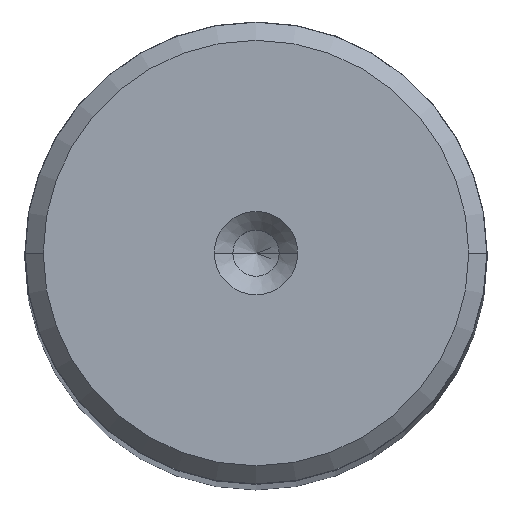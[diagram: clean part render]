
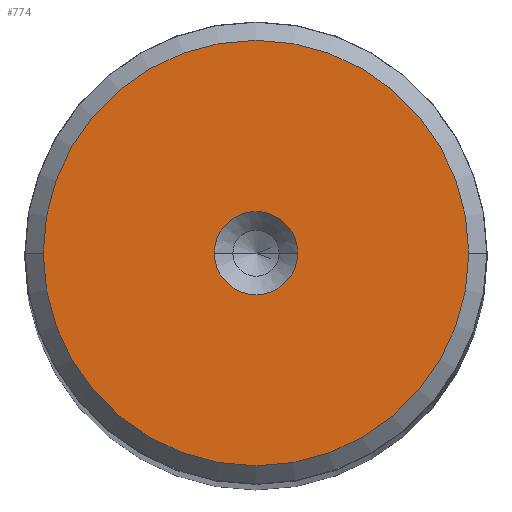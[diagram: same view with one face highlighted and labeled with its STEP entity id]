
A CAD part, top view. The second image highlights one B-rep face of the part: STEP entity #774.
In plain terms, the highlighted planar face has unit normal (0, 0, 1).
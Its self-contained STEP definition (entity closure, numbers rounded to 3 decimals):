
#13 = AXIS2_PLACEMENT_3D ( 'NONE', #1459, #2082, #1242 ) ;
#42 = CIRCLE ( 'NONE', #1330, 2.25 ) ;
#173 = CIRCLE ( 'NONE', #13, 2.25 ) ;
#198 = CARTESIAN_POINT ( 'NONE',  ( 0., 0., 180. ) ) ;
#275 = FACE_OUTER_BOUND ( 'NONE', #314, .T. ) ;
#314 = EDGE_LOOP ( 'NONE', ( #1434, #511 ) ) ;
#319 = ORIENTED_EDGE ( 'NONE', *, *, #2169, .F. ) ;
#408 = DIRECTION ( 'NONE',  ( 0., 0., 1. ) ) ;
#511 = ORIENTED_EDGE ( 'NONE', *, *, #2185, .T. ) ;
#543 = CIRCLE ( 'NONE', #2024, 11.509 ) ;
#550 = VERTEX_POINT ( 'NONE', #1993 ) ;
#715 = DIRECTION ( 'NONE',  ( 0., 0., 1. ) ) ;
#774 = ADVANCED_FACE ( 'NONE', ( #1029, #275 ), #1436, .T. ) ;
#777 = CARTESIAN_POINT ( 'NONE',  ( 0., 0., 180. ) ) ;
#836 = VERTEX_POINT ( 'NONE', #1467 ) ;
#944 = EDGE_CURVE ( 'NONE', #1396, #2612, #173, .T. ) ;
#980 = DIRECTION ( 'NONE',  ( 0., 0., 1. ) ) ;
#1025 = CIRCLE ( 'NONE', #1277, 11.509 ) ;
#1029 = FACE_BOUND ( 'NONE', #2224, .T. ) ;
#1105 = EDGE_CURVE ( 'NONE', #550, #836, #1025, .T. ) ;
#1199 = DIRECTION ( 'NONE',  ( 1., 0., 0. ) ) ;
#1242 = DIRECTION ( 'NONE',  ( 1., 0., 0. ) ) ;
#1277 = AXIS2_PLACEMENT_3D ( 'NONE', #198, #408, #1867 ) ;
#1291 = CARTESIAN_POINT ( 'NONE',  ( 2.25, 0., 180. ) ) ;
#1313 = ORIENTED_EDGE ( 'NONE', *, *, #944, .F. ) ;
#1330 = AXIS2_PLACEMENT_3D ( 'NONE', #2516, #1956, #2558 ) ;
#1396 = VERTEX_POINT ( 'NONE', #1985 ) ;
#1434 = ORIENTED_EDGE ( 'NONE', *, *, #1105, .T. ) ;
#1436 = PLANE ( 'NONE',  #2048 ) ;
#1459 = CARTESIAN_POINT ( 'NONE',  ( 0., 0., 180. ) ) ;
#1467 = CARTESIAN_POINT ( 'NONE',  ( 11.509, 0., 180. ) ) ;
#1502 = CARTESIAN_POINT ( 'NONE',  ( 0., 0., 180. ) ) ;
#1539 = DIRECTION ( 'NONE',  ( 1., 0., 0. ) ) ;
#1867 = DIRECTION ( 'NONE',  ( 1., 0., 0. ) ) ;
#1956 = DIRECTION ( 'NONE',  ( 0., 0., 1. ) ) ;
#1985 = CARTESIAN_POINT ( 'NONE',  ( -2.25, 0., 180. ) ) ;
#1993 = CARTESIAN_POINT ( 'NONE',  ( -11.509, 0., 180. ) ) ;
#2024 = AXIS2_PLACEMENT_3D ( 'NONE', #1502, #715, #1539 ) ;
#2048 = AXIS2_PLACEMENT_3D ( 'NONE', #777, #980, #1199 ) ;
#2082 = DIRECTION ( 'NONE',  ( 0., 0., 1. ) ) ;
#2169 = EDGE_CURVE ( 'NONE', #2612, #1396, #42, .T. ) ;
#2185 = EDGE_CURVE ( 'NONE', #836, #550, #543, .T. ) ;
#2224 = EDGE_LOOP ( 'NONE', ( #319, #1313 ) ) ;
#2516 = CARTESIAN_POINT ( 'NONE',  ( 0., 0., 180. ) ) ;
#2558 = DIRECTION ( 'NONE',  ( 1., 0., 0. ) ) ;
#2612 = VERTEX_POINT ( 'NONE', #1291 ) ;
